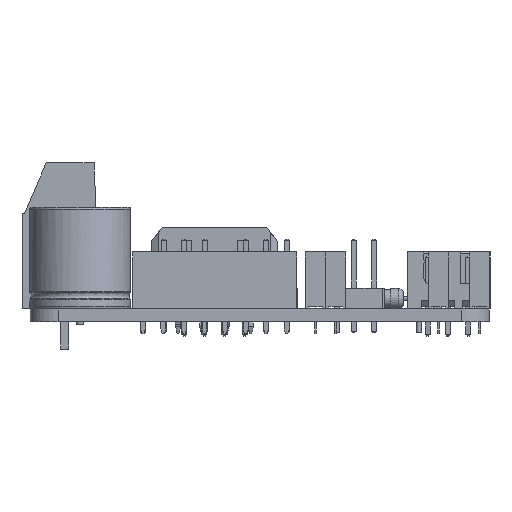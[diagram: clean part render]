
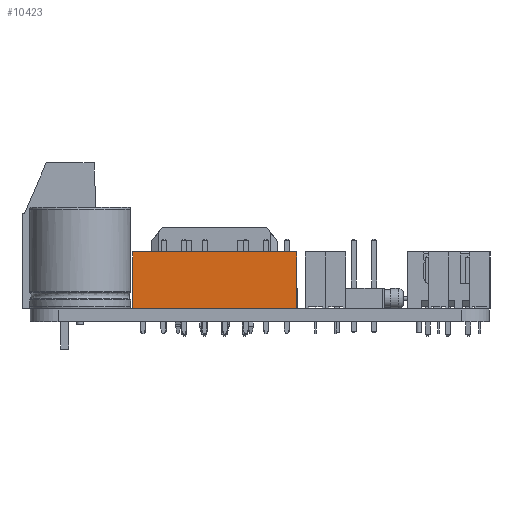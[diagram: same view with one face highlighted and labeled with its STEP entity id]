
A CAD part, left-side view. The second image highlights one B-rep face of the part: STEP entity #10423.
In plain terms, the highlighted planar face has unit normal (-1, 0, 0).
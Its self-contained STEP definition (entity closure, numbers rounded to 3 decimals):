
#9400 = VERTEX_POINT('',#9401);
#9401 = CARTESIAN_POINT('',(-1.27,-19.05,0.));
#9409 = EDGE_CURVE('',#9400,#9410,#9412,.T.);
#9410 = VERTEX_POINT('',#9411);
#9411 = CARTESIAN_POINT('',(-1.27,-19.05,7.));
#9412 = LINE('',#9413,#9414);
#9413 = CARTESIAN_POINT('',(-1.27,-19.05,0.));
#9414 = VECTOR('',#9415,1.);
#9415 = DIRECTION('',(0.,0.,1.));
#9472 = VERTEX_POINT('',#9473);
#9473 = CARTESIAN_POINT('',(-1.27,1.27,7.));
#9479 = EDGE_CURVE('',#9480,#9472,#9482,.T.);
#9480 = VERTEX_POINT('',#9481);
#9481 = CARTESIAN_POINT('',(-1.27,1.27,0.));
#9482 = LINE('',#9483,#9484);
#9483 = CARTESIAN_POINT('',(-1.27,1.27,0.));
#9484 = VECTOR('',#9485,1.);
#9485 = DIRECTION('',(0.,0.,1.));
#9544 = EDGE_CURVE('',#9472,#9410,#9545,.T.);
#9545 = LINE('',#9546,#9547);
#9546 = CARTESIAN_POINT('',(-1.27,1.27,7.));
#9547 = VECTOR('',#9548,1.);
#9548 = DIRECTION('',(0.,-1.,0.));
#9838 = EDGE_CURVE('',#9480,#9400,#9839,.T.);
#9839 = LINE('',#9840,#9841);
#9840 = CARTESIAN_POINT('',(-1.27,1.27,0.));
#9841 = VECTOR('',#9842,1.);
#9842 = DIRECTION('',(0.,-1.,0.));
#10423 = ADVANCED_FACE('',(#10424),#10430,.F.);
#10424 = FACE_BOUND('',#10425,.F.);
#10425 = EDGE_LOOP('',(#10426,#10427,#10428,#10429));
#10426 = ORIENTED_EDGE('',*,*,#9479,.T.);
#10427 = ORIENTED_EDGE('',*,*,#9544,.T.);
#10428 = ORIENTED_EDGE('',*,*,#9409,.F.);
#10429 = ORIENTED_EDGE('',*,*,#9838,.F.);
#10430 = PLANE('',#10431);
#10431 = AXIS2_PLACEMENT_3D('',#10432,#10433,#10434);
#10432 = CARTESIAN_POINT('',(-1.27,1.27,0.));
#10433 = DIRECTION('',(1.,0.,0.));
#10434 = DIRECTION('',(0.,-1.,0.));
